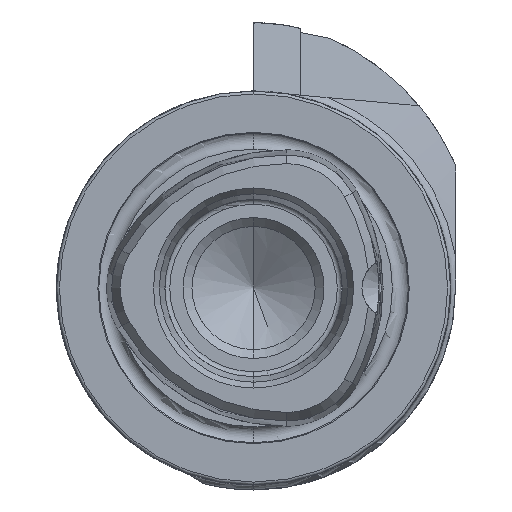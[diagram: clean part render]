
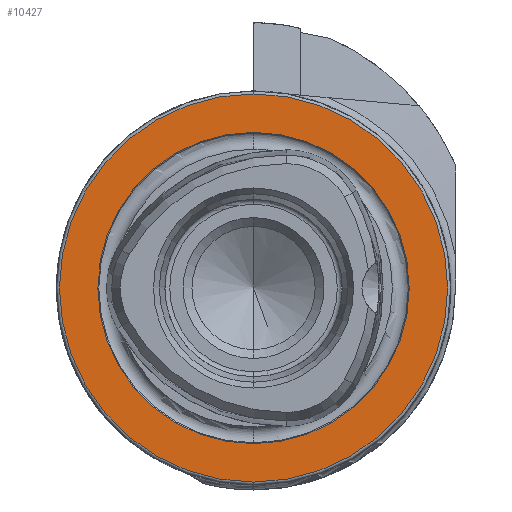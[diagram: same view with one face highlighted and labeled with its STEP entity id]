
A CAD part, left-side view. The second image highlights one B-rep face of the part: STEP entity #10427.
In plain terms, the highlighted planar face has unit normal (-1, 0, 0).
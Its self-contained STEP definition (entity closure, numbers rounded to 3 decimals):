
#274 = ORIENTED_EDGE ( 'NONE', *, *, #1583, .T. ) ;
#765 = CARTESIAN_POINT ( 'NONE',  ( 0., 15.8, 0. ) ) ;
#916 = CIRCLE ( 'NONE', #7837, 15.8 ) ;
#1316 = DIRECTION ( 'NONE',  ( -1., 0., 0. ) ) ;
#1583 = EDGE_CURVE ( 'NONE', #4826, #2054, #16863, .T. ) ;
#2054 = VERTEX_POINT ( 'NONE', #6309 ) ;
#2532 = AXIS2_PLACEMENT_3D ( 'NONE', #18885, #5620, #6906 ) ;
#2688 = CARTESIAN_POINT ( 'NONE',  ( 0., 0., 0. ) ) ;
#4738 = CIRCLE ( 'NONE', #2532, 19.7 ) ;
#4826 = VERTEX_POINT ( 'NONE', #6842 ) ;
#5150 = ORIENTED_EDGE ( 'NONE', *, *, #8570, .F. ) ;
#5200 = DIRECTION ( 'NONE',  ( 0., 0., -1. ) ) ;
#5620 = DIRECTION ( 'NONE',  ( -1., 0., 0. ) ) ;
#6303 = CIRCLE ( 'NONE', #8815, 15.8 ) ;
#6309 = CARTESIAN_POINT ( 'NONE',  ( 0., 0., 19.7 ) ) ;
#6842 = CARTESIAN_POINT ( 'NONE',  ( 0., 0., -19.7 ) ) ;
#6906 = DIRECTION ( 'NONE',  ( 0., 0., 1. ) ) ;
#7332 = EDGE_CURVE ( 'NONE', #7881, #16713, #916, .T. ) ;
#7837 = AXIS2_PLACEMENT_3D ( 'NONE', #11655, #11942, #17877 ) ;
#7881 = VERTEX_POINT ( 'NONE', #11388 ) ;
#8327 = CARTESIAN_POINT ( 'NONE',  ( 0., 0., 0. ) ) ;
#8356 = FACE_OUTER_BOUND ( 'NONE', #17893, .T. ) ;
#8570 = EDGE_CURVE ( 'NONE', #16713, #7881, #6303, .T. ) ;
#8815 = AXIS2_PLACEMENT_3D ( 'NONE', #8327, #18639, #11242 ) ;
#9236 = EDGE_CURVE ( 'NONE', #2054, #4826, #4738, .T. ) ;
#9665 = EDGE_LOOP ( 'NONE', ( #5150, #15562 ) ) ;
#9830 = FACE_BOUND ( 'NONE', #9665, .T. ) ;
#10427 = ADVANCED_FACE ( 'NONE', ( #9830, #8356 ), #11076, .F. ) ;
#10648 = AXIS2_PLACEMENT_3D ( 'NONE', #2688, #1316, #13084 ) ;
#11076 = PLANE ( 'NONE',  #18204 ) ;
#11125 = CARTESIAN_POINT ( 'NONE',  ( 0., 0., 15.8 ) ) ;
#11242 = DIRECTION ( 'NONE',  ( 0., 0., 1. ) ) ;
#11388 = CARTESIAN_POINT ( 'NONE',  ( 0., 0., -15.8 ) ) ;
#11655 = CARTESIAN_POINT ( 'NONE',  ( 0., 0., 0. ) ) ;
#11942 = DIRECTION ( 'NONE',  ( -1., 0., 0. ) ) ;
#12358 = DIRECTION ( 'NONE',  ( 1., 0., 0. ) ) ;
#13084 = DIRECTION ( 'NONE',  ( 0., 0., 1. ) ) ;
#14060 = ORIENTED_EDGE ( 'NONE', *, *, #9236, .T. ) ;
#15562 = ORIENTED_EDGE ( 'NONE', *, *, #7332, .F. ) ;
#16713 = VERTEX_POINT ( 'NONE', #11125 ) ;
#16863 = CIRCLE ( 'NONE', #10648, 19.7 ) ;
#17877 = DIRECTION ( 'NONE',  ( 0., 0., 1. ) ) ;
#17893 = EDGE_LOOP ( 'NONE', ( #14060, #274 ) ) ;
#18204 = AXIS2_PLACEMENT_3D ( 'NONE', #765, #12358, #5200 ) ;
#18639 = DIRECTION ( 'NONE',  ( -1., 0., 0. ) ) ;
#18885 = CARTESIAN_POINT ( 'NONE',  ( 0., 0., 0. ) ) ;
